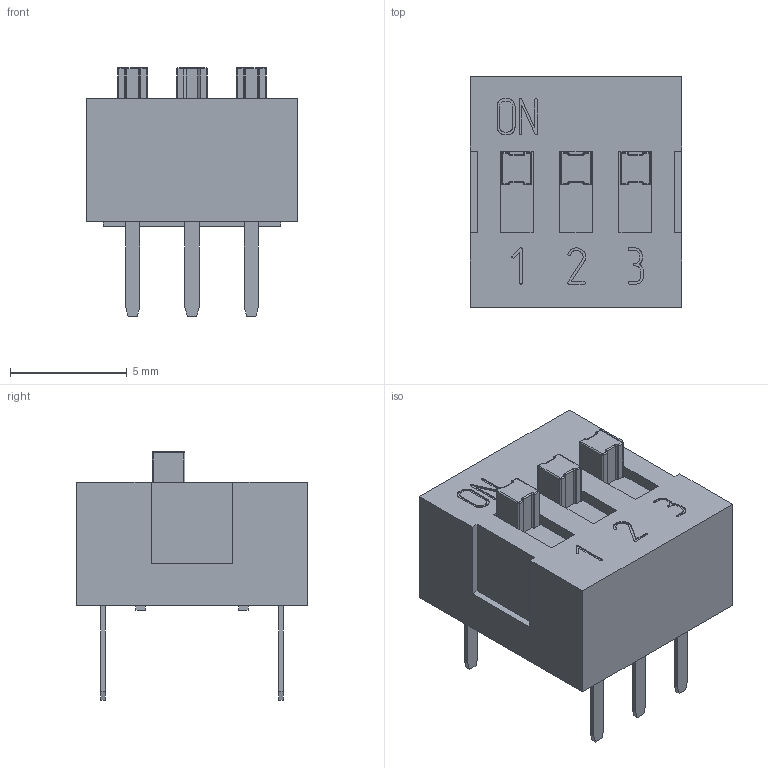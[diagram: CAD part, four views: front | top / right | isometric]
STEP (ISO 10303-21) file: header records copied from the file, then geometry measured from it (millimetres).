
FILE_DESCRIPTION (( 'STEP AP214' ), '1' );
FILE_NAME ('7D940DFB-E010-4B1D-9FBA-6E72FFF928DC.STEP', '2023-08-06T16:52:23', ( '' ), ( '' ), 'SwSTEP 2.0', 'SolidWorks 2022', '' );
FILE_SCHEMA (( 'AUTOMOTIVE_DESIGN' ));
Length unit declared in the file: millimetre
Products named in the file (1): 7D940DFB-E010-4B1D-9FBA-6E72FFF928DC
Bounding box: 9.08 x 9.9 x 10.65 mm (x, y, z)
Volume: 474.9 mm3; surface area: 475.7 mm2
Topology: 1 solids, 1 shells, 501 faces, 1377 edges, 874 vertices
Faces by surface type: plane 310, cylinder 155, bspline 36
Entity records: 16958 total; most frequent: CARTESIAN_POINT 3428, ORIENTED_EDGE 2706, DIRECTION 2560, EDGE_CURVE 1353, VECTOR 984, LINE 984, VERTEX_POINT 874, AXIS2_PLACEMENT_3D 788
